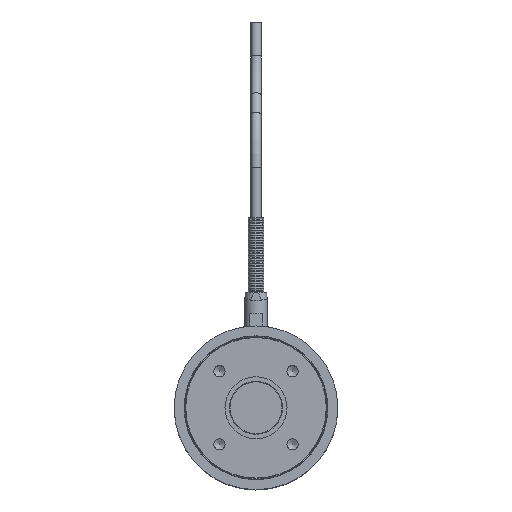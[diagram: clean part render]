
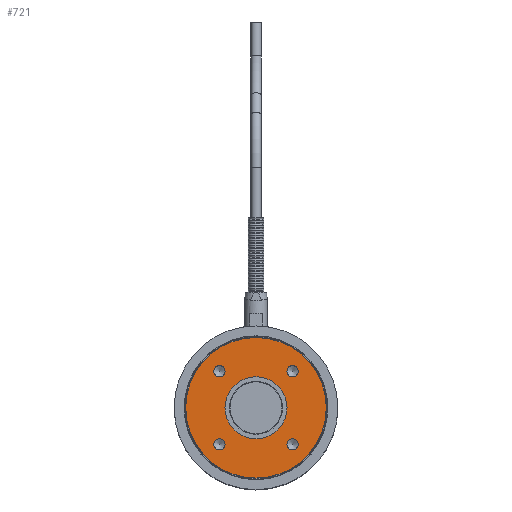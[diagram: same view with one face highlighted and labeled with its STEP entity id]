
A CAD part, top view. The second image highlights one B-rep face of the part: STEP entity #721.
In plain terms, the highlighted planar face has unit normal (0, 0, 1).
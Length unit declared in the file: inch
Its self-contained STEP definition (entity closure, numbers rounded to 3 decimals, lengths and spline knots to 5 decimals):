
#180=CARTESIAN_POINT('',(15.43143,-1.06364,7.95823));
#181=VERTEX_POINT('',#180);
#182=CARTESIAN_POINT('',(14.58143,-1.06364,7.95823));
#183=DIRECTION('',(0.0,0.0,-1.0));
#184=DIRECTION('',(1.0,0.0,0.0));
#185=AXIS2_PLACEMENT_3D('',#182,#183,#184);
#186=CIRCLE('',#185,0.85);
#187=EDGE_CURVE('',#181,#181,#186,.T.);
#475=CARTESIAN_POINT('',(14.13949,-0.6897,7.95823));
#476=VERTEX_POINT('',#475);
#477=CARTESIAN_POINT('',(14.13949,-0.6217,7.95823));
#478=DIRECTION('',(0.0,0.0,-1.0));
#479=DIRECTION('',(0.0,-1.0,0.0));
#480=AXIS2_PLACEMENT_3D('',#477,#478,#479);
#481=CIRCLE('',#480,0.068);
#482=EDGE_CURVE('',#476,#476,#481,.T.);
#512=CARTESIAN_POINT('',(14.95537,-0.6217,7.95823));
#513=VERTEX_POINT('',#512);
#514=CARTESIAN_POINT('',(15.02337,-0.6217,7.95823));
#515=DIRECTION('',(0.0,0.0,-1.0));
#516=DIRECTION('',(-1.0,0.0,0.0));
#517=AXIS2_PLACEMENT_3D('',#514,#515,#516);
#518=CIRCLE('',#517,0.068);
#519=EDGE_CURVE('',#513,#513,#518,.T.);
#549=CARTESIAN_POINT('',(15.02337,-1.43758,7.95823));
#550=VERTEX_POINT('',#549);
#551=CARTESIAN_POINT('',(15.02337,-1.50558,7.95823));
#552=DIRECTION('',(0.0,0.0,-1.0));
#553=DIRECTION('',(0.0,1.0,0.0));
#554=AXIS2_PLACEMENT_3D('',#551,#552,#553);
#555=CIRCLE('',#554,0.068);
#556=EDGE_CURVE('',#550,#550,#555,.T.);
#586=CARTESIAN_POINT('',(14.20749,-1.50558,7.95823));
#587=VERTEX_POINT('',#586);
#588=CARTESIAN_POINT('',(14.13949,-1.50558,7.95823));
#589=DIRECTION('',(0.0,0.0,-1.0));
#590=DIRECTION('',(1.0,0.0,0.0));
#591=AXIS2_PLACEMENT_3D('',#588,#589,#590);
#592=CIRCLE('',#591,0.068);
#593=EDGE_CURVE('',#587,#587,#592,.T.);
#663=CARTESIAN_POINT('',(14.95643,-1.06364,7.95823));
#664=VERTEX_POINT('',#663);
#665=CARTESIAN_POINT('',(14.58143,-1.06364,7.95823));
#666=DIRECTION('',(0.0,0.0,-1.0));
#667=DIRECTION('',(1.0,0.0,0.0));
#668=AXIS2_PLACEMENT_3D('',#665,#666,#667);
#669=CIRCLE('',#668,0.375);
#670=EDGE_CURVE('',#664,#664,#669,.T.);
#698=CARTESIAN_POINT('',(15.00643,-1.06364,7.95823));
#699=DIRECTION('',(0.0,0.0,1.0));
#700=DIRECTION('',(1.0,0.0,0.0));
#701=AXIS2_PLACEMENT_3D('',#698,#699,#700);
#702=PLANE('',#701);
#703=ORIENTED_EDGE('',*,*,#187,.F.);
#704=EDGE_LOOP('',(#703));
#705=FACE_OUTER_BOUND('',#704,.T.);
#706=ORIENTED_EDGE('',*,*,#482,.T.);
#707=EDGE_LOOP('',(#706));
#708=FACE_BOUND('',#707,.T.);
#709=ORIENTED_EDGE('',*,*,#519,.T.);
#710=EDGE_LOOP('',(#709));
#711=FACE_BOUND('',#710,.T.);
#712=ORIENTED_EDGE('',*,*,#556,.T.);
#713=EDGE_LOOP('',(#712));
#714=FACE_BOUND('',#713,.T.);
#715=ORIENTED_EDGE('',*,*,#593,.T.);
#716=EDGE_LOOP('',(#715));
#717=FACE_BOUND('',#716,.T.);
#718=ORIENTED_EDGE('',*,*,#670,.T.);
#719=EDGE_LOOP('',(#718));
#720=FACE_BOUND('',#719,.T.);
#721=ADVANCED_FACE('',(#705,#708,#711,#714,#717,#720),#702,.T.);
